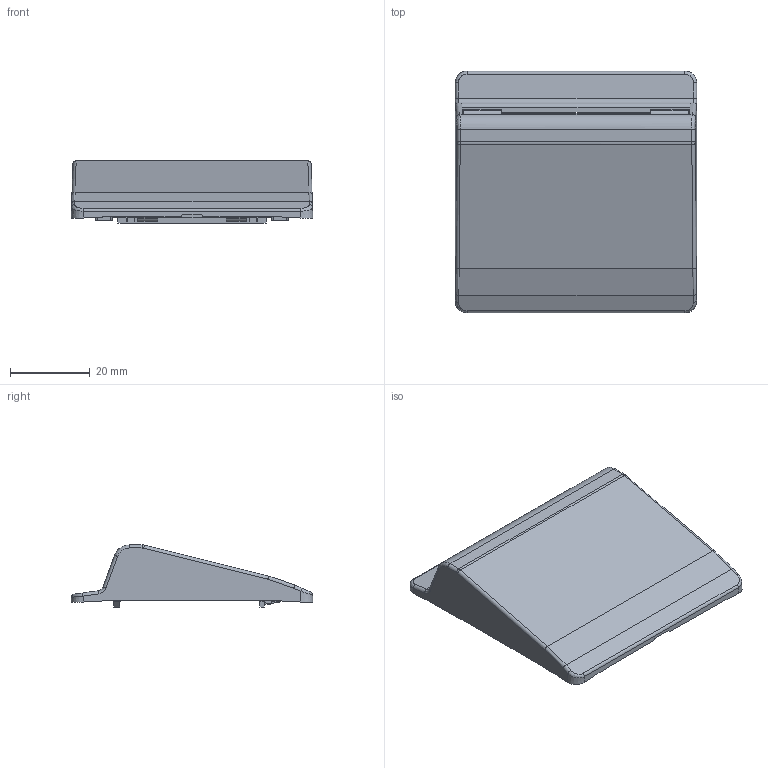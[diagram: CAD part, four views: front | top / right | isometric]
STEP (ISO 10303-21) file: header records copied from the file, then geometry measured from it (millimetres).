
FILE_DESCRIPTION(('CATIA V5 STEP Exchange','CAx-IF Rec.Pracs.--- Model Styling and Organization---1.4--- 2014-01-23'),'2;1');
FILE_NAME('755160_AllCATPart.stp','2020-02-28T13:50:01+00:00',('none'),('none'),'CATIA Version 5-6 Release 2017 SP3','CATIA V5 STEP AP214','none');
FILE_SCHEMA(('AUTOMOTIVE_DESIGN { 1 0 10303 214 1 1 1 1 }'));
Products named in the file (1): 755160_AllCATPart
Bounding box: 60.51 x 60.51 x 15.56 mm (x, y, z)
Volume: 9247.8 mm3; surface area: 16015.5 mm2
Topology: 1 solids, 1 shells, 4652 faces, 13717 edges, 9114 vertices
Faces by surface type: plane 4391, cylinder 169, bspline 43, cone 33, sphere 16
Entity records: 154179 total; most frequent: CARTESIAN_POINT 39923, ORIENTED_EDGE 27422, DIRECTION 15714, EDGE_CURVE 13711, VERTEX_POINT 9114, VECTOR 7122, LINE 7122, B_SPLINE_CURVE_WITH_KNOTS 6513
